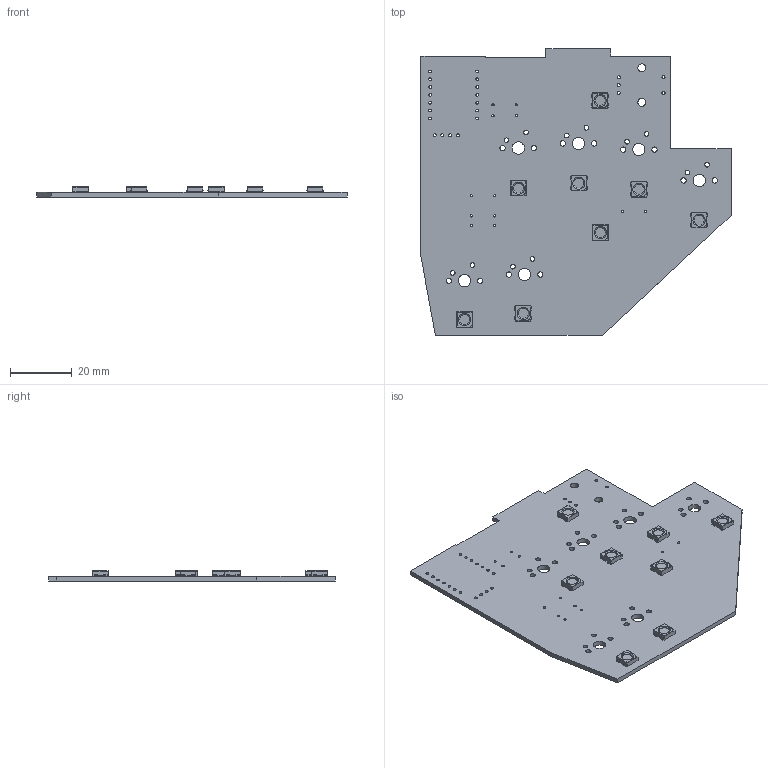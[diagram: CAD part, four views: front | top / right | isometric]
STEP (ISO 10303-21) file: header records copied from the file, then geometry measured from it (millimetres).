
FILE_DESCRIPTION(('KiCad electronic assembly'),'2;1');
FILE_NAME('morseboard.step','2025-06-04T17:30:42',('Pcbnew'),('Kicad'), 'Open CASCADE STEP processor 7.9','KiCad to STEP converter','Unknown' );
FILE_SCHEMA(('AUTOMOTIVE_DESIGN { 1 0 10303 214 1 1 1 1 }'));
Length unit declared in the file: millimetre
Products named in the file (3): morseboard 1; LED_SK6812_PLCC4_5.0x5.0mm_P3.2mm; morseboard_PCB
Assembly tree (9 placements, depth 2):
  morseboard 1
    LED_SK6812_PLCC4_5.0x5.0mm_P3.2mm  x8
    morseboard_PCB
Bounding box: 100.5 x 93 x 3.29 mm (x, y, z)
Volume: 11656.7 mm3; surface area: 16788.3 mm2
Topology: 9 solids, 9 shells, 628 faces, 1854 edges, 1220 vertices
Faces by surface type: plane 377, cylinder 243, cone 8
Full cylindrical faces by diameter (mm): 0.73 x12, 0.889 x14, 1 x9, 1.5 x12, 1.7 x12, 2.6 x2, 3.333 x8, 4 x6
Entity records: 5990 total; most frequent: DIRECTION 945, CARTESIAN_POINT 905, ORIENTED_EDGE 894, EDGE_CURVE 447, AXIS2_PLACEMENT_3D 336, VERTEX_POINT 296, FACE_BOUND 291, EDGE_LOOP 291
